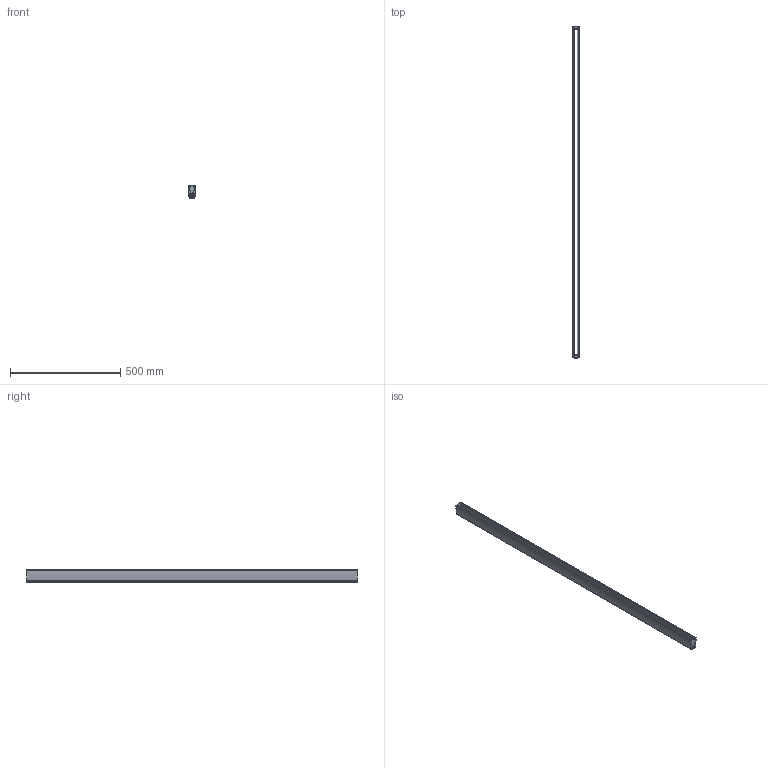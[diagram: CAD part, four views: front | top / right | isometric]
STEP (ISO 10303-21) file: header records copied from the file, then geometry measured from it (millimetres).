
FILE_DESCRIPTION(/* description */ (''),/* implementation_level */ '2;1');
FILE_NAME(/* name */ 'GA4035.stp',/* time_stamp */ '2021-10-15T08:56:43+02:00',/* author */ ('SIMMETF'),/* organization */ (''),/* preprocessor_version */ 'ST-DEVELOPER v18.1',/* originating_system */ 'Autodesk Inventor 2021',/* authorisation */ '');
FILE_SCHEMA (('AUTOMOTIVE_DESIGN { 1 0 10303 214 3 1 1 }'));
Length unit declared in the file: millimetre
Products named in the file (10): GA4035; 22697; Embout 10mm ass; 22637; Jonc d4 140mm; 22483; Jonc d4 140mm_1; 22483_1; 22483_2; 22483_3
Assembly tree (11 placements, depth 3):
  GA4035
    Embout 10mm ass  x2
      22637
      Jonc d4 140mm
      22483
      Jonc d4 140mm_1
      22483_1
      22483_2
      22483_3
    22697  x2
Bounding box: 35.98 x 1504 x 56.3 mm (x, y, z)
Volume: 320841.3 mm3; surface area: 430239 mm2
Topology: 16 solids, 16 shells, 270 faces, 714 edges, 476 vertices
Faces by surface type: cylinder 138, plane 132
Full cylindrical faces by diameter (mm): 4 x10, 5 x4
Entity records: 4734 total; most frequent: DIRECTION 811, CARTESIAN_POINT 751, ORIENTED_EDGE 714, EDGE_CURVE 357, AXIS2_PLACEMENT_3D 298, VERTEX_POINT 238, LINE 215, VECTOR 215
